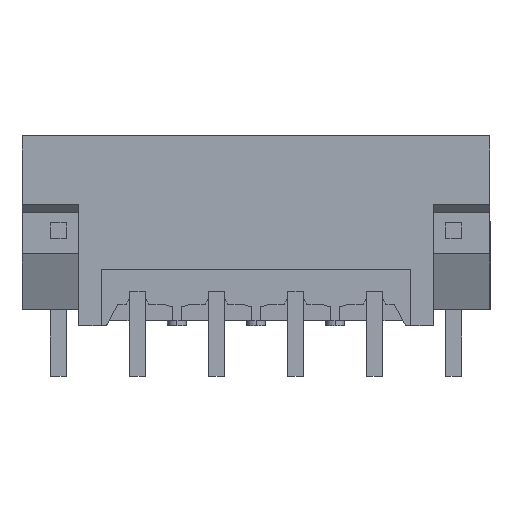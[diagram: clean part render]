
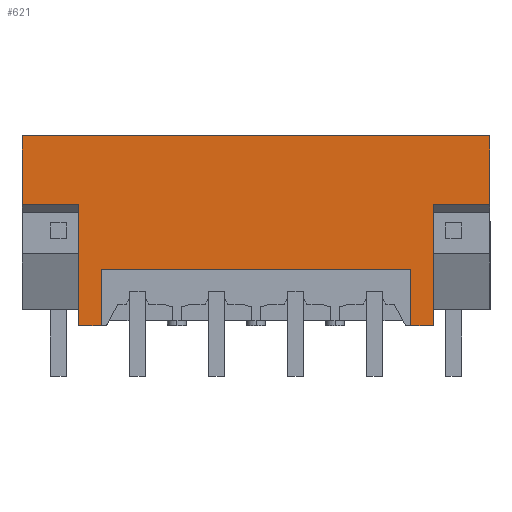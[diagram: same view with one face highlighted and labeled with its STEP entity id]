
A CAD part, front view. The second image highlights one B-rep face of the part: STEP entity #621.
In plain terms, the highlighted planar face has unit normal (0, -1, 0).
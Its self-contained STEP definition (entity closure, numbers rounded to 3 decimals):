
#537=AXIS2_PLACEMENT_3D('Plane Axis2P3D',#534,#535,#536) ;
#49=CARTESIAN_POINT('Vertex',(5.,0.,3.2)) ;
#52=CARTESIAN_POINT('Line Origine',(4.3,0.,3.2)) ;
#56=CARTESIAN_POINT('Vertex',(3.6,0.,3.2)) ;
#519=CARTESIAN_POINT('Vertex',(5.,0.,6.75)) ;
#522=CARTESIAN_POINT('Line Origine',(5.,0.,4.975)) ;
#534=CARTESIAN_POINT('Axis2P3D Location',(0.,0.,3.2)) ;
#539=CARTESIAN_POINT('Line Origine',(14.8,0.,6.75)) ;
#543=CARTESIAN_POINT('Vertex',(24.6,0.,6.75)) ;
#546=CARTESIAN_POINT('Line Origine',(24.6,0.,4.975)) ;
#550=CARTESIAN_POINT('Vertex',(24.6,0.,3.2)) ;
#553=CARTESIAN_POINT('Line Origine',(25.3,0.,3.2)) ;
#557=CARTESIAN_POINT('Vertex',(26.,0.,3.2)) ;
#560=CARTESIAN_POINT('Line Origine',(26.,0.,7.023)) ;
#564=CARTESIAN_POINT('Vertex',(26.,0.,10.846)) ;
#567=CARTESIAN_POINT('Line Origine',(27.8,0.,10.846)) ;
#571=CARTESIAN_POINT('Vertex',(29.6,0.,10.846)) ;
#574=CARTESIAN_POINT('Line Origine',(29.6,0.,13.023)) ;
#578=CARTESIAN_POINT('Vertex',(29.6,0.,15.2)) ;
#581=CARTESIAN_POINT('Line Origine',(14.8,0.,15.2)) ;
#585=CARTESIAN_POINT('Vertex',(0.,0.,15.2)) ;
#588=CARTESIAN_POINT('Line Origine',(0.,0.,13.023)) ;
#592=CARTESIAN_POINT('Vertex',(0.,0.,10.846)) ;
#595=CARTESIAN_POINT('Line Origine',(1.8,0.,10.846)) ;
#599=CARTESIAN_POINT('Vertex',(3.6,0.,10.846)) ;
#602=CARTESIAN_POINT('Line Origine',(3.6,0.,7.023)) ;
#53=DIRECTION('Vector Direction',(1.,0.,0.)) ;
#523=DIRECTION('Vector Direction',(0.,0.,-1.)) ;
#535=DIRECTION('Axis2P3D Direction',(0.,1.,0.)) ;
#536=DIRECTION('Axis2P3D XDirection',(0.,0.,1.)) ;
#540=DIRECTION('Vector Direction',(1.,0.,0.)) ;
#547=DIRECTION('Vector Direction',(0.,0.,-1.)) ;
#554=DIRECTION('Vector Direction',(1.,0.,0.)) ;
#561=DIRECTION('Vector Direction',(0.,0.,1.)) ;
#568=DIRECTION('Vector Direction',(1.,0.,0.)) ;
#575=DIRECTION('Vector Direction',(0.,0.,1.)) ;
#582=DIRECTION('Vector Direction',(1.,0.,0.)) ;
#589=DIRECTION('Vector Direction',(0.,0.,1.)) ;
#596=DIRECTION('Vector Direction',(1.,0.,0.)) ;
#603=DIRECTION('Vector Direction',(0.,0.,1.)) ;
#54=VECTOR('Line Direction',#53,1.) ;
#524=VECTOR('Line Direction',#523,1.) ;
#541=VECTOR('Line Direction',#540,1.) ;
#548=VECTOR('Line Direction',#547,1.) ;
#555=VECTOR('Line Direction',#554,1.) ;
#562=VECTOR('Line Direction',#561,1.) ;
#569=VECTOR('Line Direction',#568,1.) ;
#576=VECTOR('Line Direction',#575,1.) ;
#583=VECTOR('Line Direction',#582,1.) ;
#590=VECTOR('Line Direction',#589,1.) ;
#597=VECTOR('Line Direction',#596,1.) ;
#604=VECTOR('Line Direction',#603,1.) ;
#608=ORIENTED_EDGE('',*,*,#545,.F.) ;
#609=ORIENTED_EDGE('',*,*,#552,.F.) ;
#610=ORIENTED_EDGE('',*,*,#559,.T.) ;
#611=ORIENTED_EDGE('',*,*,#566,.T.) ;
#612=ORIENTED_EDGE('',*,*,#573,.F.) ;
#613=ORIENTED_EDGE('',*,*,#580,.T.) ;
#614=ORIENTED_EDGE('',*,*,#587,.F.) ;
#615=ORIENTED_EDGE('',*,*,#594,.F.) ;
#616=ORIENTED_EDGE('',*,*,#601,.T.) ;
#617=ORIENTED_EDGE('',*,*,#606,.F.) ;
#618=ORIENTED_EDGE('',*,*,#58,.T.) ;
#619=ORIENTED_EDGE('',*,*,#526,.F.) ;
#621=ADVANCED_FACE('HOUSING',(#620),#538,.F.) ;
#58=EDGE_CURVE('',#57,#50,#55,.T.) ;
#526=EDGE_CURVE('',#520,#50,#525,.T.) ;
#545=EDGE_CURVE('',#544,#520,#542,.F.) ;
#552=EDGE_CURVE('',#551,#544,#549,.F.) ;
#559=EDGE_CURVE('',#551,#558,#556,.T.) ;
#566=EDGE_CURVE('',#558,#565,#563,.T.) ;
#573=EDGE_CURVE('',#572,#565,#570,.F.) ;
#580=EDGE_CURVE('',#572,#579,#577,.T.) ;
#587=EDGE_CURVE('',#586,#579,#584,.T.) ;
#594=EDGE_CURVE('',#593,#586,#591,.T.) ;
#601=EDGE_CURVE('',#593,#600,#598,.T.) ;
#606=EDGE_CURVE('',#57,#600,#605,.T.) ;
#607=EDGE_LOOP('',(#608,#609,#610,#611,#612,#613,#614,#615,#616,#617,#618,#619)) ;
#620=FACE_OUTER_BOUND('',#607,.T.) ;
#55=LINE('Line',#52,#54) ;
#525=LINE('Line',#522,#524) ;
#542=LINE('Line',#539,#541) ;
#549=LINE('Line',#546,#548) ;
#556=LINE('Line',#553,#555) ;
#563=LINE('Line',#560,#562) ;
#570=LINE('Line',#567,#569) ;
#577=LINE('Line',#574,#576) ;
#584=LINE('Line',#581,#583) ;
#591=LINE('Line',#588,#590) ;
#598=LINE('Line',#595,#597) ;
#605=LINE('Line',#602,#604) ;
#538=PLANE('',#537) ;
#50=VERTEX_POINT('',#49) ;
#57=VERTEX_POINT('',#56) ;
#520=VERTEX_POINT('',#519) ;
#544=VERTEX_POINT('',#543) ;
#551=VERTEX_POINT('',#550) ;
#558=VERTEX_POINT('',#557) ;
#565=VERTEX_POINT('',#564) ;
#572=VERTEX_POINT('',#571) ;
#579=VERTEX_POINT('',#578) ;
#586=VERTEX_POINT('',#585) ;
#593=VERTEX_POINT('',#592) ;
#600=VERTEX_POINT('',#599) ;
